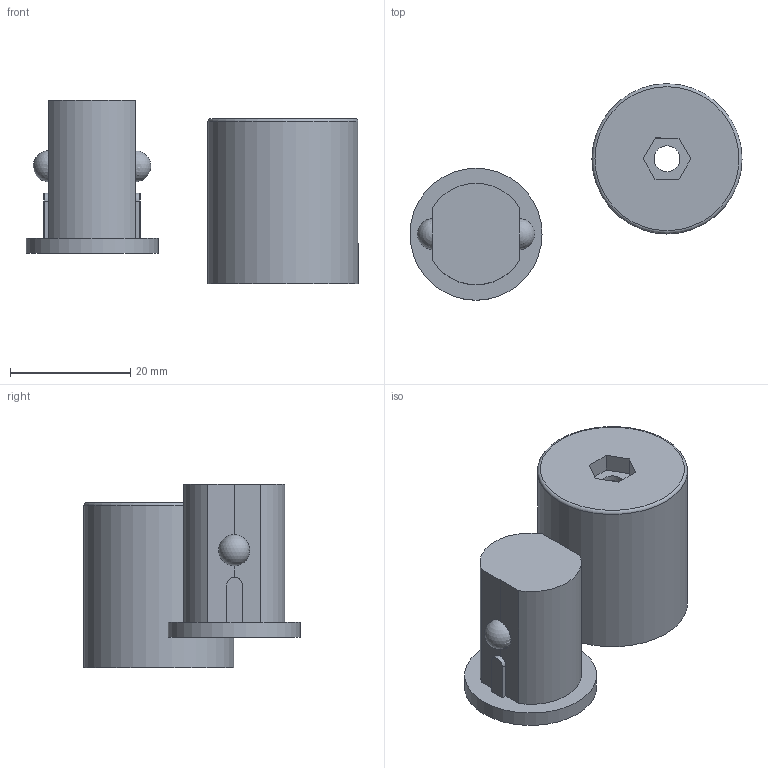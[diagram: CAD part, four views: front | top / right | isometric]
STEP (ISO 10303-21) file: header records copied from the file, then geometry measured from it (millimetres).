
FILE_DESCRIPTION(/* description */ (''),/* implementation_level */ '2;1');
FILE_NAME(/* name */ 'Theragun-mini screw adapter v5.step',/* time_stamp */ '2024-01-12T11:02:06-05:00',/* author */ (''),/* organization */ (''),/* preprocessor_version */ 'ST-DEVELOPER v20',/* originating_system */ 'Autodesk Translation Framework v12.14.0.127',/* authorisation */ '');
FILE_SCHEMA (('AUTOMOTIVE_DESIGN { 1 0 10303 214 3 1 1 }'));
Length unit declared in the file: millimetre
Products named in the file (4): Theragun-mini screw adapter; test-piece; Theragun male; theragun-male
Assembly tree (3 placements, depth 3):
  Theragun-mini screw adapter
    test-piece
    Theragun male
      theragun-male
Bounding box: 55.33 x 36.05 x 30.58 mm (x, y, z)
Volume: 14049.7 mm3; surface area: 6644.6 mm2
Topology: 2 solids, 2 shells, 52 faces, 138 edges, 86 vertices
Faces by surface type: plane 34, cylinder 12, sphere 4, cone 1, torus 1
Full cylindrical faces by diameter (mm): 4.3 x1, 22 x2, 25 x1
Entity records: 1666 total; most frequent: DIRECTION 287, CARTESIAN_POINT 275, ORIENTED_EDGE 260, EDGE_CURVE 130, AXIS2_PLACEMENT_3D 98, LINE 91, VECTOR 91, VERTEX_POINT 86
